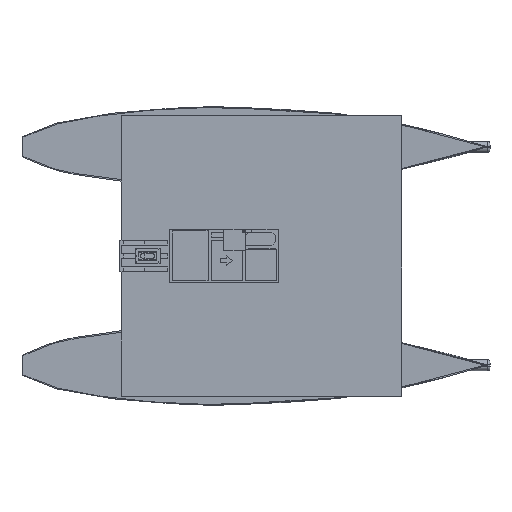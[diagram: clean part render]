
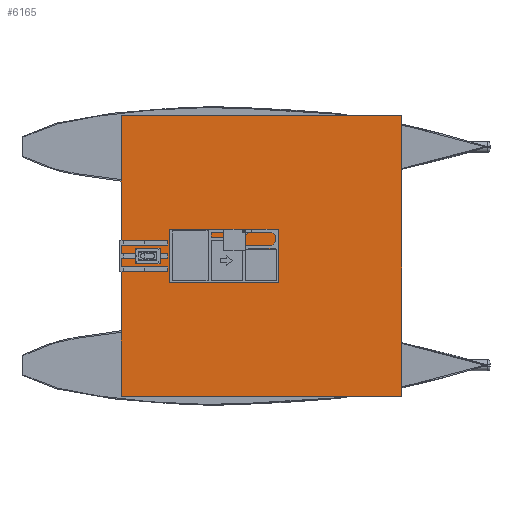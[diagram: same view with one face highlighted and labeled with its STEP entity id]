
A CAD part, top view. The second image highlights one B-rep face of the part: STEP entity #6165.
In plain terms, the highlighted planar face has unit normal (0, 0, 1).
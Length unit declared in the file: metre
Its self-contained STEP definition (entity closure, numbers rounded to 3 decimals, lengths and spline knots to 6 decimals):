
#531=FACE_OUTER_BOUND('',#869,.T.);
#869=EDGE_LOOP('',(#4224,#4225,#4226,#4227,#4228,#4229,#4230,#4231,#4232,
#4233,#4234,#4235,#4236,#4237,#4238,#4239));
#1227=LINE('',#8418,#1866);
#1230=LINE('',#8424,#1869);
#1231=LINE('',#8427,#1870);
#1255=LINE('',#8475,#1894);
#1258=LINE('',#8481,#1897);
#1259=LINE('',#8483,#1898);
#1261=LINE('',#8487,#1900);
#1285=LINE('',#8535,#1924);
#1286=LINE('',#8537,#1925);
#1292=LINE('',#8549,#1931);
#1298=LINE('',#8560,#1937);
#1302=LINE('',#8568,#1941);
#1303=LINE('',#8571,#1942);
#1308=LINE('',#8580,#1947);
#1310=LINE('',#8585,#1949);
#1313=LINE('',#8589,#1952);
#1866=VECTOR('',#6966,0.00001);
#1869=VECTOR('',#6971,0.00001);
#1870=VECTOR('',#6974,0.00001);
#1894=VECTOR('',#7012,0.00001);
#1897=VECTOR('',#7017,0.00001);
#1898=VECTOR('',#7020,0.00001);
#1900=VECTOR('',#7024,0.00001);
#1924=VECTOR('',#7062,0.00001);
#1925=VECTOR('',#7065,0.00001);
#1931=VECTOR('',#7075,0.00001);
#1937=VECTOR('',#7083,0.00001);
#1941=VECTOR('',#7091,0.00001);
#1942=VECTOR('',#7094,0.00001);
#1947=VECTOR('',#7101,0.00001);
#1949=VECTOR('',#7105,0.00001);
#1952=VECTOR('',#7110,0.00001);
#2498=VERTEX_POINT('',#8414);
#2499=VERTEX_POINT('',#8416);
#2501=VERTEX_POINT('',#8421);
#2502=VERTEX_POINT('',#8426);
#2518=VERTEX_POINT('',#8471);
#2519=VERTEX_POINT('',#8473);
#2521=VERTEX_POINT('',#8478);
#2522=VERTEX_POINT('',#8486);
#2538=VERTEX_POINT('',#8531);
#2539=VERTEX_POINT('',#8533);
#2542=VERTEX_POINT('',#8546);
#2546=VERTEX_POINT('',#8555);
#2549=VERTEX_POINT('',#8566);
#2550=VERTEX_POINT('',#8570);
#2553=VERTEX_POINT('',#8578);
#2555=VERTEX_POINT('',#8584);
#3120=EDGE_CURVE('',#2498,#2499,#1227,.T.);
#3123=EDGE_CURVE('',#2501,#2498,#1230,.T.);
#3124=EDGE_CURVE('',#2502,#2501,#1231,.T.);
#3148=EDGE_CURVE('',#2518,#2519,#1255,.T.);
#3151=EDGE_CURVE('',#2521,#2518,#1258,.T.);
#3152=EDGE_CURVE('',#2519,#2502,#1259,.T.);
#3154=EDGE_CURVE('',#2522,#2521,#1261,.T.);
#3178=EDGE_CURVE('',#2538,#2539,#1285,.T.);
#3179=EDGE_CURVE('',#2539,#2522,#1286,.T.);
#3185=EDGE_CURVE('',#2499,#2542,#1292,.T.);
#3191=EDGE_CURVE('',#2546,#2538,#1298,.T.);
#3195=EDGE_CURVE('',#2542,#2549,#1302,.T.);
#3196=EDGE_CURVE('',#2550,#2546,#1303,.T.);
#3201=EDGE_CURVE('',#2549,#2553,#1308,.T.);
#3203=EDGE_CURVE('',#2555,#2550,#1310,.T.);
#3206=EDGE_CURVE('',#2553,#2555,#1313,.T.);
#4224=ORIENTED_EDGE('',*,*,#3185,.T.);
#4225=ORIENTED_EDGE('',*,*,#3195,.T.);
#4226=ORIENTED_EDGE('',*,*,#3201,.T.);
#4227=ORIENTED_EDGE('',*,*,#3206,.T.);
#4228=ORIENTED_EDGE('',*,*,#3203,.T.);
#4229=ORIENTED_EDGE('',*,*,#3196,.T.);
#4230=ORIENTED_EDGE('',*,*,#3191,.T.);
#4231=ORIENTED_EDGE('',*,*,#3178,.T.);
#4232=ORIENTED_EDGE('',*,*,#3179,.T.);
#4233=ORIENTED_EDGE('',*,*,#3154,.T.);
#4234=ORIENTED_EDGE('',*,*,#3151,.T.);
#4235=ORIENTED_EDGE('',*,*,#3148,.T.);
#4236=ORIENTED_EDGE('',*,*,#3152,.T.);
#4237=ORIENTED_EDGE('',*,*,#3124,.T.);
#4238=ORIENTED_EDGE('',*,*,#3123,.T.);
#4239=ORIENTED_EDGE('',*,*,#3120,.T.);
#5934=PLANE('',#6562);
#6165=ADVANCED_FACE('',(#531),#5934,.T.);
#6562=AXIS2_PLACEMENT_3D('',#8590,#7111,#7112);
#6966=DIRECTION('',(0.,-1.,0.));
#6971=DIRECTION('',(1.,0.,0.));
#6974=DIRECTION('',(0.,-1.,0.));
#7012=DIRECTION('',(0.,-1.,0.));
#7017=DIRECTION('',(1.,0.,0.));
#7020=DIRECTION('',(-1.,0.,0.));
#7024=DIRECTION('',(0.,-1.,0.));
#7062=DIRECTION('',(0.,-1.,0.));
#7065=DIRECTION('',(-1.,0.,0.));
#7075=DIRECTION('',(-1.,0.,0.));
#7083=DIRECTION('',(1.,0.,0.));
#7091=DIRECTION('',(0.,-1.,0.));
#7094=DIRECTION('',(0.,-1.,0.));
#7101=DIRECTION('',(1.,0.,0.));
#7105=DIRECTION('',(-1.,0.,0.));
#7110=DIRECTION('',(0.,1.,0.));
#7111=DIRECTION('center_axis',(0.,0.,1.));
#7112=DIRECTION('ref_axis',(0.,1.,0.));
#8414=CARTESIAN_POINT('',(-0.000595,-0.00007,0.00001));
#8416=CARTESIAN_POINT('',(-0.000595,-0.0001,0.00001));
#8418=CARTESIAN_POINT('',(-0.000595,-0.000035,0.00001));
#8421=CARTESIAN_POINT('',(-0.000895,-0.00007,0.00001));
#8424=CARTESIAN_POINT('',(-0.00037,-0.00007,0.00001));
#8426=CARTESIAN_POINT('',(-0.000895,-0.000015,0.00001));
#8427=CARTESIAN_POINT('',(-0.000895,0.0009,0.00001));
#8471=CARTESIAN_POINT('',(-0.000595,0.000015,0.00001));
#8473=CARTESIAN_POINT('',(-0.000595,-0.000015,0.00001));
#8475=CARTESIAN_POINT('',(-0.000595,0.000008,0.00001));
#8478=CARTESIAN_POINT('',(-0.000895,0.000015,0.00001));
#8481=CARTESIAN_POINT('',(-0.00037,0.000015,0.00001));
#8483=CARTESIAN_POINT('',(-0.00037,-0.000015,0.00001));
#8486=CARTESIAN_POINT('',(-0.000895,0.00007,0.00001));
#8487=CARTESIAN_POINT('',(-0.000895,0.0009,0.00001));
#8531=CARTESIAN_POINT('',(-0.000595,0.0001,0.00001));
#8533=CARTESIAN_POINT('',(-0.000595,0.00007,0.00001));
#8535=CARTESIAN_POINT('',(-0.000595,0.00005,0.00001));
#8537=CARTESIAN_POINT('',(-0.00037,0.00007,0.00001));
#8546=CARTESIAN_POINT('',(-0.000895,-0.0001,0.00001));
#8549=CARTESIAN_POINT('',(-0.00037,-0.0001,0.00001));
#8555=CARTESIAN_POINT('',(-0.000895,0.0001,0.00001));
#8560=CARTESIAN_POINT('',(-0.00037,0.0001,0.00001));
#8566=CARTESIAN_POINT('',(-0.000895,-0.0009,0.00001));
#8568=CARTESIAN_POINT('',(-0.000895,0.0009,0.00001));
#8570=CARTESIAN_POINT('',(-0.000895,0.0009,0.00001));
#8571=CARTESIAN_POINT('',(-0.000895,0.0009,0.00001));
#8578=CARTESIAN_POINT('',(0.000905,-0.0009,0.00001));
#8580=CARTESIAN_POINT('',(-0.000895,-0.0009,0.00001));
#8584=CARTESIAN_POINT('',(0.000905,0.0009,0.00001));
#8585=CARTESIAN_POINT('',(0.000905,0.0009,0.00001));
#8589=CARTESIAN_POINT('',(0.000905,-0.0009,0.00001));
#8590=CARTESIAN_POINT('Origin',(0.000005,0.,0.00001));
